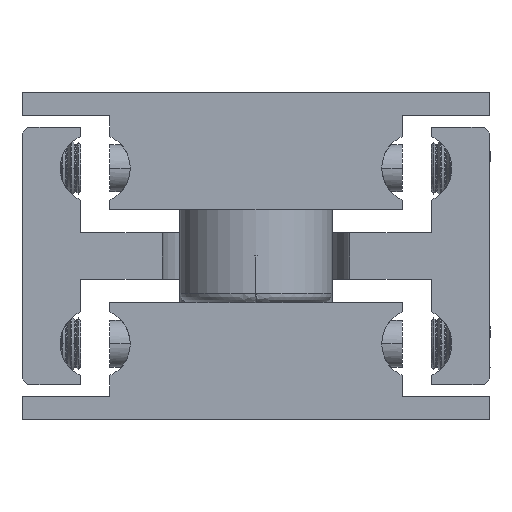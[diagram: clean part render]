
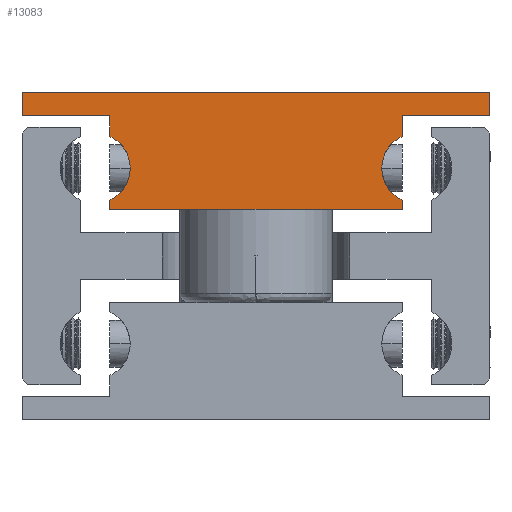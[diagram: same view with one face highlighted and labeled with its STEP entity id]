
A CAD part, front view. The second image highlights one B-rep face of the part: STEP entity #13083.
In plain terms, the highlighted planar face has unit normal (0, -1, 0).
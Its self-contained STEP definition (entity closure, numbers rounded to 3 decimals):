
#10810=CARTESIAN_POINT('',(-10.75,-325.0,0.));
#10811=VERTEX_POINT('',#10810);
#10820=CARTESIAN_POINT('',(-12.5,-325.0,2.727));
#10821=VERTEX_POINT('',#10820);
#10822=CARTESIAN_POINT('',(-13.75,-325.0,0.0));
#10823=DIRECTION('',(0.0,1.0,0.0));
#10824=DIRECTION('',(1.0,0.0,0.0));
#10825=AXIS2_PLACEMENT_3D('',#10822,#10823,#10824);
#10826=CIRCLE('',#10825,3.0);
#10827=EDGE_CURVE('',#10821,#10811,#10826,.T.);
#10952=CARTESIAN_POINT('',(12.5,-325.0,2.727));
#10953=VERTEX_POINT('',#10952);
#10960=CARTESIAN_POINT('',(10.75,-325.0,0.));
#10961=VERTEX_POINT('',#10960);
#10962=CARTESIAN_POINT('',(13.75,-325.0,0.0));
#10963=DIRECTION('',(0.0,1.0,0.0));
#10964=DIRECTION('',(1.0,0.0,0.0));
#10965=AXIS2_PLACEMENT_3D('',#10962,#10963,#10964);
#10966=CIRCLE('',#10965,3.0);
#10967=EDGE_CURVE('',#10961,#10953,#10966,.T.);
#11680=CARTESIAN_POINT('',(0.0,-325.0,-3.5));
#11681=VERTEX_POINT('',#11680);
#12303=CARTESIAN_POINT('',(12.5,-325.0,-3.5));
#12304=VERTEX_POINT('',#12303);
#12311=CARTESIAN_POINT('',(12.5,-325.0,-3.5));
#12312=DIRECTION('',(-1.0,0.0,0.0));
#12313=VECTOR('',#12312,12.5);
#12314=LINE('',#12311,#12313);
#12315=EDGE_CURVE('',#12304,#11681,#12314,.T.);
#12320=CARTESIAN_POINT('',(-12.5,-325.0,-3.5));
#12321=VERTEX_POINT('',#12320);
#12322=CARTESIAN_POINT('',(0.0,-325.0,-3.5));
#12323=DIRECTION('',(-1.0,0.0,0.0));
#12324=VECTOR('',#12323,12.5);
#12325=LINE('',#12322,#12324);
#12326=EDGE_CURVE('',#11681,#12321,#12325,.T.);
#12696=CARTESIAN_POINT('',(12.5,-325.0,4.5));
#12697=VERTEX_POINT('',#12696);
#12704=CARTESIAN_POINT('',(12.5,-325.0,4.5));
#12705=DIRECTION('',(0.,0.0,-1.));
#12706=VECTOR('',#12705,1.773);
#12707=LINE('',#12704,#12706);
#12708=EDGE_CURVE('',#12697,#10953,#12707,.T.);
#12721=CARTESIAN_POINT('',(12.5,-325.0,-2.727));
#12722=VERTEX_POINT('',#12721);
#12729=CARTESIAN_POINT('',(12.5,-325.0,-2.727));
#12730=DIRECTION('',(0.0,0.0,-1.0));
#12731=VECTOR('',#12730,0.773);
#12732=LINE('',#12729,#12731);
#12733=EDGE_CURVE('',#12722,#12304,#12732,.T.);
#12762=CARTESIAN_POINT('',(13.75,-325.0,0.0));
#12763=DIRECTION('',(0.0,1.0,0.0));
#12764=DIRECTION('',(1.0,0.0,0.0));
#12765=AXIS2_PLACEMENT_3D('',#12762,#12763,#12764);
#12766=CIRCLE('',#12765,3.0);
#12767=EDGE_CURVE('',#12722,#10961,#12766,.T.);
#12802=CARTESIAN_POINT('',(-12.5,-325.0,-2.727));
#12803=VERTEX_POINT('',#12802);
#12810=CARTESIAN_POINT('',(-13.75,-325.0,0.0));
#12811=DIRECTION('',(0.0,1.0,0.0));
#12812=DIRECTION('',(1.0,0.0,0.0));
#12813=AXIS2_PLACEMENT_3D('',#12810,#12811,#12812);
#12814=CIRCLE('',#12813,3.0);
#12815=EDGE_CURVE('',#10811,#12803,#12814,.T.);
#12895=CARTESIAN_POINT('',(-12.5,-325.0,-3.5));
#12896=DIRECTION('',(0.0,0.0,1.0));
#12897=VECTOR('',#12896,0.773);
#12898=LINE('',#12895,#12897);
#12899=EDGE_CURVE('',#12321,#12803,#12898,.T.);
#12910=CARTESIAN_POINT('',(-12.5,-325.0,4.5));
#12911=VERTEX_POINT('',#12910);
#12912=CARTESIAN_POINT('',(-12.5,-325.0,2.727));
#12913=DIRECTION('',(0.0,0.0,1.0));
#12914=VECTOR('',#12913,1.773);
#12915=LINE('',#12912,#12914);
#12916=EDGE_CURVE('',#10821,#12911,#12915,.T.);
#12934=CARTESIAN_POINT('',(20.,-325.0,4.5));
#12935=VERTEX_POINT('',#12934);
#12942=CARTESIAN_POINT('',(20.,-325.0,4.5));
#12943=DIRECTION('',(-1.0,0.0,0.0));
#12944=VECTOR('',#12943,7.5);
#12945=LINE('',#12942,#12944);
#12946=EDGE_CURVE('',#12935,#12697,#12945,.T.);
#12958=CARTESIAN_POINT('',(20.,-325.0,6.5));
#12959=VERTEX_POINT('',#12958);
#12966=CARTESIAN_POINT('',(20.,-325.0,6.5));
#12967=DIRECTION('',(0.0,0.0,-1.0));
#12968=VECTOR('',#12967,2.0);
#12969=LINE('',#12966,#12968);
#12970=EDGE_CURVE('',#12959,#12935,#12969,.T.);
#12982=CARTESIAN_POINT('',(-20.,-325.0,6.5));
#12983=VERTEX_POINT('',#12982);
#12990=CARTESIAN_POINT('',(-20.,-325.0,6.5));
#12991=DIRECTION('',(1.0,0.0,0.0));
#12992=VECTOR('',#12991,40.);
#12993=LINE('',#12990,#12992);
#12994=EDGE_CURVE('',#12983,#12959,#12993,.T.);
#13026=CARTESIAN_POINT('',(-20.,-325.0,4.5));
#13027=VERTEX_POINT('',#13026);
#13034=CARTESIAN_POINT('',(-20.,-325.0,4.5));
#13035=DIRECTION('',(0.0,0.0,1.0));
#13036=VECTOR('',#13035,2.0);
#13037=LINE('',#13034,#13036);
#13038=EDGE_CURVE('',#13027,#12983,#13037,.T.);
#13051=CARTESIAN_POINT('',(-12.5,-325.0,4.5));
#13052=DIRECTION('',(-1.0,0.0,0.0));
#13053=VECTOR('',#13052,7.5);
#13054=LINE('',#13051,#13053);
#13055=EDGE_CURVE('',#12911,#13027,#13054,.T.);
#13061=CARTESIAN_POINT('',(0.,-325.0,2.7));
#13062=DIRECTION('',(0.0,1.0,0.0));
#13063=DIRECTION('',(0.0,0.0,1.0));
#13064=AXIS2_PLACEMENT_3D('',#13061,#13062,#13063);
#13065=PLANE('',#13064);
#13066=ORIENTED_EDGE('',*,*,#12767,.T.);
#13067=ORIENTED_EDGE('',*,*,#10967,.T.);
#13068=ORIENTED_EDGE('',*,*,#12708,.F.);
#13069=ORIENTED_EDGE('',*,*,#12946,.F.);
#13070=ORIENTED_EDGE('',*,*,#12970,.F.);
#13071=ORIENTED_EDGE('',*,*,#12994,.F.);
#13072=ORIENTED_EDGE('',*,*,#13038,.F.);
#13073=ORIENTED_EDGE('',*,*,#13055,.F.);
#13074=ORIENTED_EDGE('',*,*,#12916,.F.);
#13075=ORIENTED_EDGE('',*,*,#10827,.T.);
#13076=ORIENTED_EDGE('',*,*,#12815,.T.);
#13077=ORIENTED_EDGE('',*,*,#12899,.F.);
#13078=ORIENTED_EDGE('',*,*,#12326,.F.);
#13079=ORIENTED_EDGE('',*,*,#12315,.F.);
#13080=ORIENTED_EDGE('',*,*,#12733,.F.);
#13081=EDGE_LOOP('',(#13066,#13067,#13068,#13069,#13070,#13071,#13072,#13073,#13074,#13075,#13076,#13077,#13078,#13079,#13080));
#13082=FACE_OUTER_BOUND('',#13081,.T.);
#13083=ADVANCED_FACE('',(#13082),#13065,.F.);
